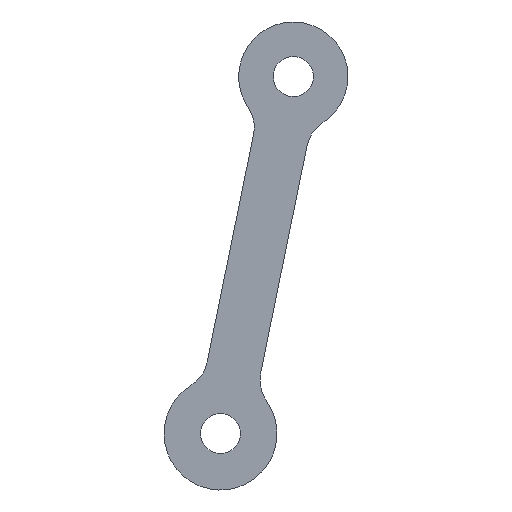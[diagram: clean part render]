
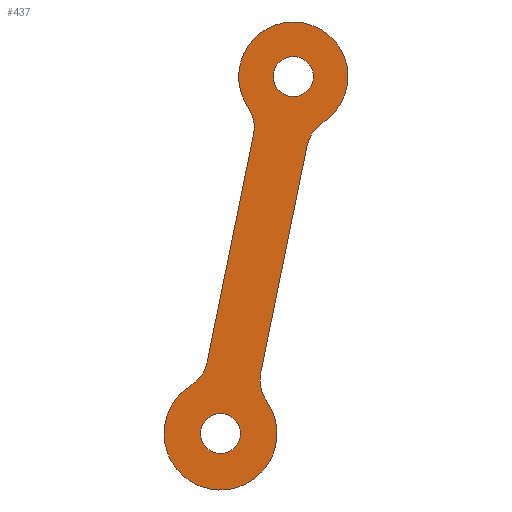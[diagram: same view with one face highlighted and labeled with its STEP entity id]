
A CAD part, left-side view. The second image highlights one B-rep face of the part: STEP entity #437.
In plain terms, the highlighted planar face has unit normal (-1, 0, 0).
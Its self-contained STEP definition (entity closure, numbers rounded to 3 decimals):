
#61=CARTESIAN_POINT('Vertex',(105.,293.962,-7.812)) ;
#66=CARTESIAN_POINT('Axis2P3D Location',(105.,296.497,-9.597)) ;
#70=CARTESIAN_POINT('Vertex',(105.,298.131,-6.962)) ;
#97=CARTESIAN_POINT('Axis2P3D Location',(105.,299.185,-5.263)) ;
#101=CARTESIAN_POINT('Vertex',(105.,297.225,-5.662)) ;
#128=CARTESIAN_POINT('Line Origine',(105.,295.954,0.569)) ;
#132=CARTESIAN_POINT('Vertex',(105.,294.683,6.801)) ;
#159=CARTESIAN_POINT('Axis2P3D Location',(105.,296.643,7.201)) ;
#163=CARTESIAN_POINT('Vertex',(105.,294.986,8.32)) ;
#190=CARTESIAN_POINT('Axis2P3D Location',(105.,292.5,10.)) ;
#194=CARTESIAN_POINT('Vertex',(105.,290.87,7.481)) ;
#221=CARTESIAN_POINT('Axis2P3D Location',(105.,289.784,5.802)) ;
#225=CARTESIAN_POINT('Vertex',(105.,291.744,6.202)) ;
#252=CARTESIAN_POINT('Line Origine',(105.,293.015,-0.03)) ;
#256=CARTESIAN_POINT('Vertex',(105.,294.286,-6.262)) ;
#283=CARTESIAN_POINT('Axis2P3D Location',(105.,292.326,-6.661)) ;
#318=CARTESIAN_POINT('Vertex',(105.,297.597,-9.597)) ;
#321=CARTESIAN_POINT('Axis2P3D Location',(105.,296.497,-9.597)) ;
#325=CARTESIAN_POINT('Vertex',(105.,295.397,-9.597)) ;
#345=CARTESIAN_POINT('Axis2P3D Location',(105.,296.497,-9.597)) ;
#375=CARTESIAN_POINT('Vertex',(105.,291.4,10.)) ;
#378=CARTESIAN_POINT('Axis2P3D Location',(105.,292.5,10.)) ;
#382=CARTESIAN_POINT('Vertex',(105.,293.6,10.)) ;
#402=CARTESIAN_POINT('Axis2P3D Location',(105.,292.5,10.)) ;
#414=CARTESIAN_POINT('Axis2P3D Location',(105.,0.,0.)) ;
#67=DIRECTION('Axis2P3D Direction',(1.,0.,0.)) ;
#98=DIRECTION('Axis2P3D Direction',(1.,0.,0.)) ;
#129=DIRECTION('Vector Direction',(0.,0.2,-0.98)) ;
#160=DIRECTION('Axis2P3D Direction',(1.,0.,0.)) ;
#191=DIRECTION('Axis2P3D Direction',(1.,0.,0.)) ;
#222=DIRECTION('Axis2P3D Direction',(1.,0.,0.)) ;
#253=DIRECTION('Vector Direction',(0.,-0.2,0.98)) ;
#284=DIRECTION('Axis2P3D Direction',(1.,0.,0.)) ;
#322=DIRECTION('Axis2P3D Direction',(1.,0.,0.)) ;
#346=DIRECTION('Axis2P3D Direction',(1.,0.,0.)) ;
#379=DIRECTION('Axis2P3D Direction',(1.,0.,0.)) ;
#403=DIRECTION('Axis2P3D Direction',(1.,0.,0.)) ;
#415=DIRECTION('Axis2P3D Direction',(1.,0.,0.)) ;
#416=DIRECTION('Axis2P3D XDirection',(0.,1.,0.)) ;
#68=AXIS2_PLACEMENT_3D('Circle Axis2P3D',#66,#67,$) ;
#99=AXIS2_PLACEMENT_3D('Circle Axis2P3D',#97,#98,$) ;
#161=AXIS2_PLACEMENT_3D('Circle Axis2P3D',#159,#160,$) ;
#192=AXIS2_PLACEMENT_3D('Circle Axis2P3D',#190,#191,$) ;
#223=AXIS2_PLACEMENT_3D('Circle Axis2P3D',#221,#222,$) ;
#285=AXIS2_PLACEMENT_3D('Circle Axis2P3D',#283,#284,$) ;
#323=AXIS2_PLACEMENT_3D('Circle Axis2P3D',#321,#322,$) ;
#347=AXIS2_PLACEMENT_3D('Circle Axis2P3D',#345,#346,$) ;
#380=AXIS2_PLACEMENT_3D('Circle Axis2P3D',#378,#379,$) ;
#404=AXIS2_PLACEMENT_3D('Circle Axis2P3D',#402,#403,$) ;
#417=AXIS2_PLACEMENT_3D('Plane Axis2P3D',#414,#415,#416) ;
#420=ORIENTED_EDGE('',*,*,#287,.F.) ;
#421=ORIENTED_EDGE('',*,*,#258,.F.) ;
#422=ORIENTED_EDGE('',*,*,#227,.F.) ;
#423=ORIENTED_EDGE('',*,*,#196,.F.) ;
#424=ORIENTED_EDGE('',*,*,#165,.F.) ;
#425=ORIENTED_EDGE('',*,*,#134,.F.) ;
#426=ORIENTED_EDGE('',*,*,#103,.F.) ;
#427=ORIENTED_EDGE('',*,*,#72,.F.) ;
#430=ORIENTED_EDGE('',*,*,#349,.T.) ;
#431=ORIENTED_EDGE('',*,*,#327,.T.) ;
#434=ORIENTED_EDGE('',*,*,#406,.T.) ;
#435=ORIENTED_EDGE('',*,*,#384,.T.) ;
#432=FACE_BOUND('',#429,.T.) ;
#436=FACE_BOUND('',#433,.T.) ;
#130=VECTOR('Line Direction',#129,1.) ;
#254=VECTOR('Line Direction',#253,1.) ;
#437=ADVANCED_FACE('Link 3',(#428,#432,#436),#418,.F.) ;
#69=CIRCLE('generated circle',#68,3.1) ;
#100=CIRCLE('generated circle',#99,2.) ;
#162=CIRCLE('generated circle',#161,2.) ;
#193=CIRCLE('generated circle',#192,3.) ;
#224=CIRCLE('generated circle',#223,2.) ;
#286=CIRCLE('generated circle',#285,2.) ;
#324=CIRCLE('generated circle',#323,1.1) ;
#348=CIRCLE('generated circle',#347,1.1) ;
#381=CIRCLE('generated circle',#380,1.1) ;
#405=CIRCLE('generated circle',#404,1.1) ;
#72=EDGE_CURVE('',#62,#71,#69,.T.) ;
#103=EDGE_CURVE('',#71,#102,#100,.F.) ;
#134=EDGE_CURVE('',#102,#133,#131,.F.) ;
#165=EDGE_CURVE('',#133,#164,#162,.F.) ;
#196=EDGE_CURVE('',#164,#195,#193,.T.) ;
#227=EDGE_CURVE('',#195,#226,#224,.F.) ;
#258=EDGE_CURVE('',#226,#257,#255,.F.) ;
#287=EDGE_CURVE('',#257,#62,#286,.F.) ;
#327=EDGE_CURVE('',#326,#319,#324,.T.) ;
#349=EDGE_CURVE('',#319,#326,#348,.T.) ;
#384=EDGE_CURVE('',#383,#376,#381,.T.) ;
#406=EDGE_CURVE('',#376,#383,#405,.T.) ;
#419=EDGE_LOOP('',(#420,#421,#422,#423,#424,#425,#426,#427)) ;
#429=EDGE_LOOP('',(#430,#431)) ;
#433=EDGE_LOOP('',(#434,#435)) ;
#428=FACE_OUTER_BOUND('',#419,.T.) ;
#131=LINE('Line',#128,#130) ;
#255=LINE('Line',#252,#254) ;
#418=PLANE('Plane',#417) ;
#62=VERTEX_POINT('',#61) ;
#71=VERTEX_POINT('',#70) ;
#102=VERTEX_POINT('',#101) ;
#133=VERTEX_POINT('',#132) ;
#164=VERTEX_POINT('',#163) ;
#195=VERTEX_POINT('',#194) ;
#226=VERTEX_POINT('',#225) ;
#257=VERTEX_POINT('',#256) ;
#319=VERTEX_POINT('',#318) ;
#326=VERTEX_POINT('',#325) ;
#376=VERTEX_POINT('',#375) ;
#383=VERTEX_POINT('',#382) ;
